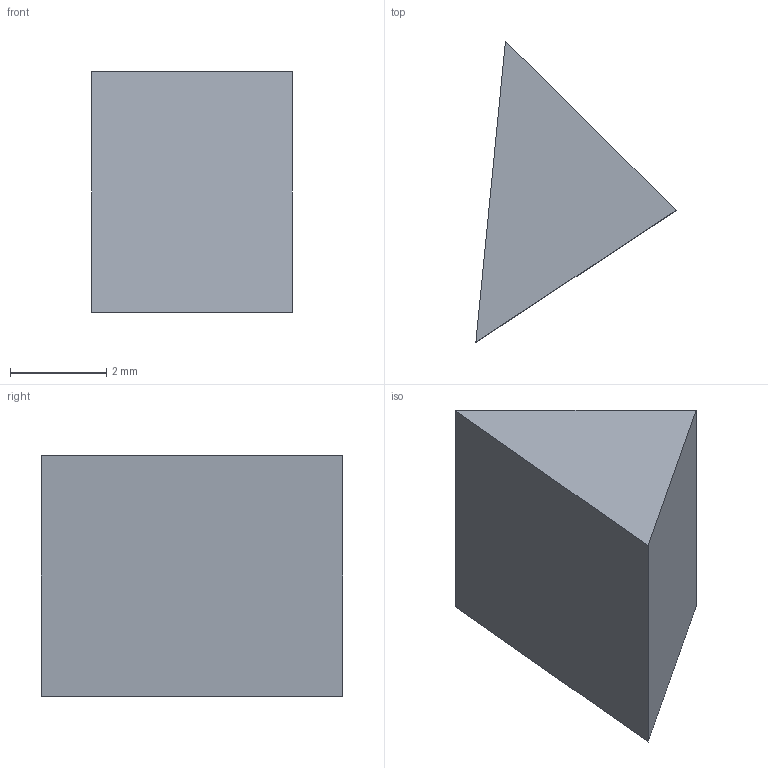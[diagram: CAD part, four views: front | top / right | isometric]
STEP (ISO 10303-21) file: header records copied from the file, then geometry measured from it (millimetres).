
FILE_DESCRIPTION (( 'STEP AP214' ), '1' );
FILE_NAME ('469000.STEP', '2019-08-23T02:00:11', ( 'user' ), ( '微软中国' ), 'SwSTEP 2.0', 'SolidWorks 2016', '' );
FILE_SCHEMA (( 'AUTOMOTIVE_DESIGN' ));
Length unit declared in the file: millimetre
Products named in the file (1): 469000
Bounding box: 4.17 x 6.27 x 5 mm (x, y, z)
Volume: 61.2 mm3; surface area: 106 mm2
Topology: 1 solids, 1 shells, 5 faces, 9 edges, 6 vertices
Faces by surface type: plane 5
Entity records: 157 total; most frequent: CARTESIAN_POINT 21, DIRECTION 21, ORIENTED_EDGE 18, VECTOR 9, LINE 9, EDGE_CURVE 9, AXIS2_PLACEMENT_3D 6, VERTEX_POINT 6
